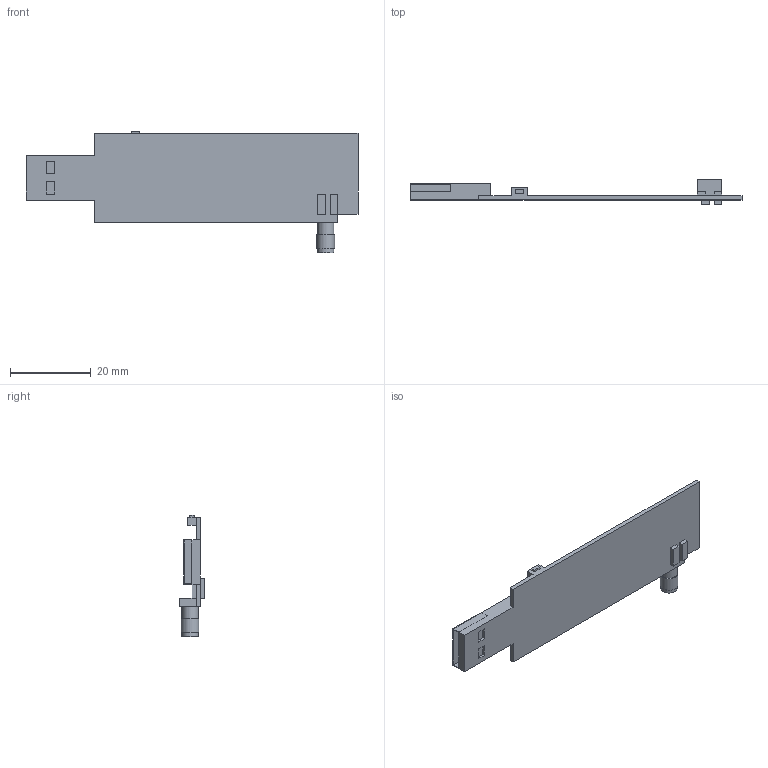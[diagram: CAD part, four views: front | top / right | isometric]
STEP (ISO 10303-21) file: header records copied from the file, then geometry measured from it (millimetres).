
FILE_DESCRIPTION(/* description */ (''),/* implementation_level */ '2;1');
FILE_NAME(/* name */ 'Placa.step',/* time_stamp */ '2018-05-15T18:15:58+01:00',/* author */ ('alu0101106366'),/* organization */ (''),/* preprocessor_version */ 'ST-DEVELOPER v17',/* originating_system */ 'Autodesk Translation Framework v7.1.0.215',/* authorisation */ '');
FILE_SCHEMA (('AUTOMOTIVE_DESIGN { 1 0 10303 214 3 1 1 }'));
Length unit declared in the file: millimetre
Products named in the file (2): AntenaWifi Verde v7; Placa
Assembly tree (1 placements, depth 2):
  AntenaWifi Verde v7
    Placa
Bounding box: 82 x 6 x 30 mm (x, y, z)
Volume: 2252.7 mm3; surface area: 4105 mm2
Topology: 1 solids, 1 shells, 77 faces, 191 edges, 125 vertices
Faces by surface type: plane 73, cylinder 4
Full cylindrical faces by diameter (mm): 3.633 x1, 4 x2, 4.408 x1
Entity records: 2297 total; most frequent: CARTESIAN_POINT 396, ORIENTED_EDGE 382, DIRECTION 359, EDGE_CURVE 191, LINE 183, VECTOR 183, VERTEX_POINT 125, EDGE_LOOP 90
